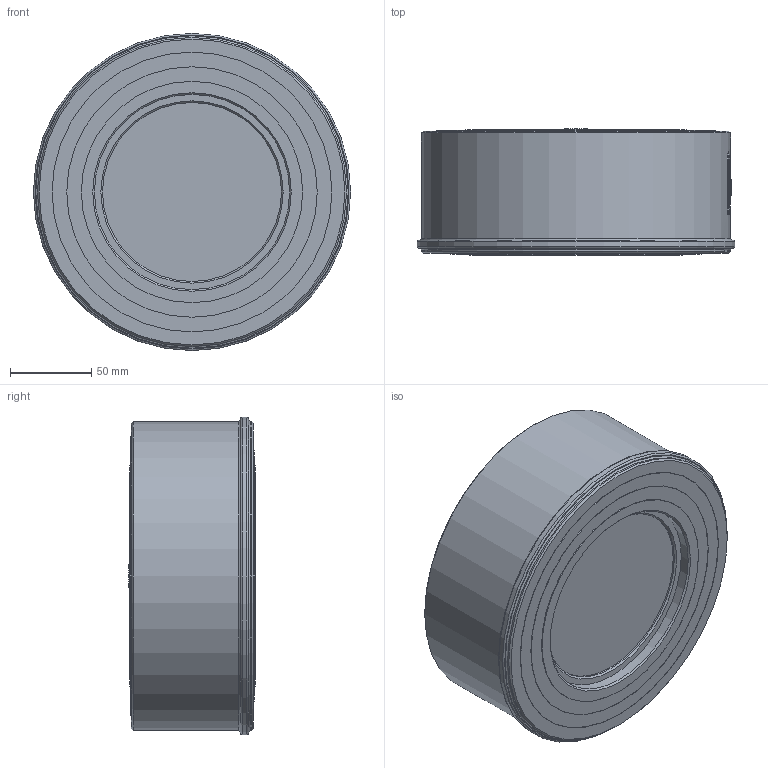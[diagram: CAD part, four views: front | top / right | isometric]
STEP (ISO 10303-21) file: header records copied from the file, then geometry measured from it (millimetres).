
FILE_DESCRIPTION(/* description */ (''),/* implementation_level */ '2;1');
FILE_NAME(/* name */ 'DN125_3D_STEP.stp',/* time_stamp */ '2024-08-12T19:35:56+03:00',/* author */ ('igorr'),/* organization */ (''),/* preprocessor_version */ 'ST-DEVELOPER v20',/* originating_system */ 'Autodesk Inventor 2025',/* authorisation */ '');
FILE_SCHEMA (('AUTOMOTIVE_DESIGN { 1 0 10303 214 3 1 1 }'));
Length unit declared in the file: millimetre
Products named in the file (1): Деталь
Bounding box: 195 x 77.5 x 195 mm (x, y, z)
Volume: 981387.2 mm3; surface area: 170812.9 mm2
Topology: 1 solids, 1 shells, 177 faces, 433 edges, 271 vertices
Faces by surface type: plane 68, cylinder 46, bspline 36, torus 22, cone 5
Full cylindrical faces by diameter (mm): 15 x1, 15.5 x1, 110 x1, 120 x1, 136 x2, 150 x1, 154 x2, 172 x2, 190 x2, 195 x1
Entity records: 8414 total; most frequent: CARTESIAN_POINT 4113, ORIENTED_EDGE 854, DIRECTION 824, EDGE_CURVE 427, AXIS2_PLACEMENT_3D 330, VERTEX_POINT 271, EDGE_LOOP 204, STYLED_ITEM 178
